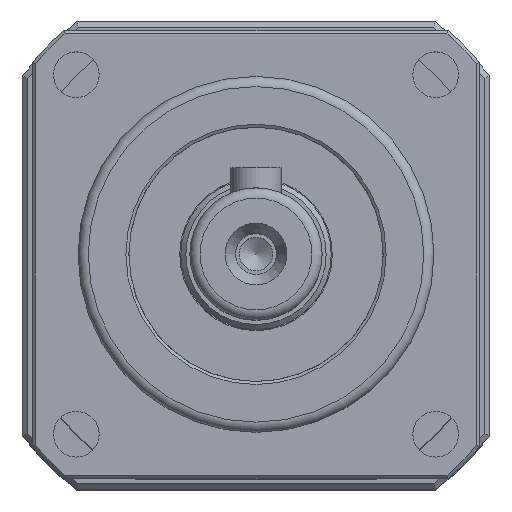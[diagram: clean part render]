
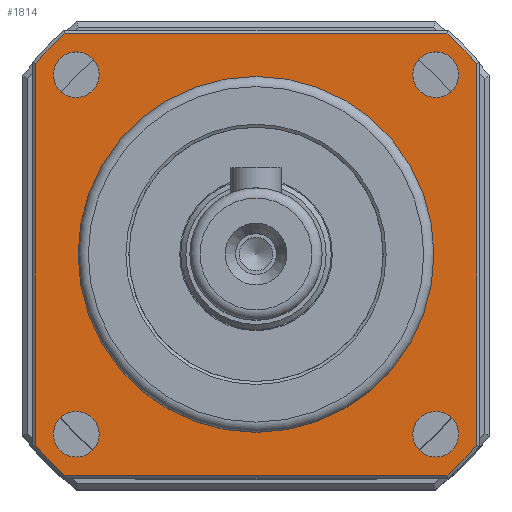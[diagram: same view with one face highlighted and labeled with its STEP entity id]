
A CAD part, top view. The second image highlights one B-rep face of the part: STEP entity #1814.
In plain terms, the highlighted planar face has unit normal (0, 0, 1).
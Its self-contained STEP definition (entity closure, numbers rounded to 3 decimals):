
#308=CARTESIAN_POINT('',(-15.428,17.678,0.0));
#309=VERTEX_POINT('',#308);
#310=CARTESIAN_POINT('',(-17.678,17.678,0.0));
#311=DIRECTION('',(0.0,0.0,1.0));
#312=DIRECTION('',(1.0,0.0,0.0));
#313=AXIS2_PLACEMENT_3D('',#310,#311,#312);
#314=CIRCLE('',#313,2.25);
#315=EDGE_CURVE('',#309,#309,#314,.T.);
#336=CARTESIAN_POINT('',(-15.428,-17.678,0.0));
#337=VERTEX_POINT('',#336);
#338=CARTESIAN_POINT('',(-17.678,-17.678,0.0));
#339=DIRECTION('',(0.0,0.0,1.0));
#340=DIRECTION('',(1.0,0.0,0.0));
#341=AXIS2_PLACEMENT_3D('',#338,#339,#340);
#342=CIRCLE('',#341,2.25);
#343=EDGE_CURVE('',#337,#337,#342,.T.);
#364=CARTESIAN_POINT('',(19.928,-17.678,0.0));
#365=VERTEX_POINT('',#364);
#366=CARTESIAN_POINT('',(17.678,-17.678,0.0));
#367=DIRECTION('',(0.0,0.0,1.0));
#368=DIRECTION('',(1.0,0.0,0.0));
#369=AXIS2_PLACEMENT_3D('',#366,#367,#368);
#370=CIRCLE('',#369,2.25);
#371=EDGE_CURVE('',#365,#365,#370,.T.);
#392=CARTESIAN_POINT('',(19.928,17.678,0.0));
#393=VERTEX_POINT('',#392);
#394=CARTESIAN_POINT('',(17.678,17.678,0.0));
#395=DIRECTION('',(0.0,0.0,1.0));
#396=DIRECTION('',(1.0,0.0,0.0));
#397=AXIS2_PLACEMENT_3D('',#394,#395,#396);
#398=CIRCLE('',#397,2.25);
#399=EDGE_CURVE('',#393,#393,#398,.T.);
#412=CARTESIAN_POINT('',(-17.5,0.0,0.0));
#413=VERTEX_POINT('',#412);
#414=CARTESIAN_POINT('',(0.0,0.0,0.0));
#415=DIRECTION('',(0.0,0.0,1.0));
#416=DIRECTION('',(1.0,0.0,0.0));
#417=AXIS2_PLACEMENT_3D('',#414,#415,#416);
#418=CIRCLE('',#417,17.5);
#419=EDGE_CURVE('',#413,#413,#418,.T.);
#1724=CARTESIAN_POINT('',(22.0,-22.,0.0));
#1725=DIRECTION('',(0.0,0.0,1.0));
#1726=DIRECTION('',(1.0,0.0,0.0));
#1727=AXIS2_PLACEMENT_3D('',#1724,#1725,#1726);
#1728=PLANE('',#1727);
#1729=CARTESIAN_POINT('',(-18.783,-21.7,0.0));
#1730=VERTEX_POINT('',#1729);
#1731=CARTESIAN_POINT('',(18.783,-21.7,0.0));
#1732=VERTEX_POINT('',#1731);
#1733=CARTESIAN_POINT('',(-18.783,-21.7,0.0));
#1734=DIRECTION('',(1.0,0.0,0.0));
#1735=VECTOR('',#1734,37.566);
#1736=LINE('',#1733,#1735);
#1737=EDGE_CURVE('',#1730,#1732,#1736,.T.);
#1738=ORIENTED_EDGE('',*,*,#1737,.T.);
#1739=CARTESIAN_POINT('',(21.7,-18.783,0.0));
#1740=VERTEX_POINT('',#1739);
#1741=CARTESIAN_POINT('',(0.0,0.0,0.0));
#1742=DIRECTION('',(0.0,0.0,1.0));
#1743=DIRECTION('',(1.0,0.0,0.0));
#1744=AXIS2_PLACEMENT_3D('',#1741,#1742,#1743);
#1745=CIRCLE('',#1744,28.7);
#1746=EDGE_CURVE('',#1732,#1740,#1745,.T.);
#1747=ORIENTED_EDGE('',*,*,#1746,.T.);
#1748=CARTESIAN_POINT('',(21.7,18.783,0.0));
#1749=VERTEX_POINT('',#1748);
#1750=CARTESIAN_POINT('',(21.7,-18.783,0.0));
#1751=DIRECTION('',(0.0,1.0,0.0));
#1752=VECTOR('',#1751,37.566);
#1753=LINE('',#1750,#1752);
#1754=EDGE_CURVE('',#1740,#1749,#1753,.T.);
#1755=ORIENTED_EDGE('',*,*,#1754,.T.);
#1756=CARTESIAN_POINT('',(18.783,21.7,0.0));
#1757=VERTEX_POINT('',#1756);
#1758=CARTESIAN_POINT('',(0.0,0.0,0.0));
#1759=DIRECTION('',(0.0,0.0,1.0));
#1760=DIRECTION('',(1.0,0.0,0.0));
#1761=AXIS2_PLACEMENT_3D('',#1758,#1759,#1760);
#1762=CIRCLE('',#1761,28.7);
#1763=EDGE_CURVE('',#1749,#1757,#1762,.T.);
#1764=ORIENTED_EDGE('',*,*,#1763,.T.);
#1765=CARTESIAN_POINT('',(-18.783,21.7,0.0));
#1766=VERTEX_POINT('',#1765);
#1767=CARTESIAN_POINT('',(18.783,21.7,0.0));
#1768=DIRECTION('',(-1.0,0.0,0.0));
#1769=VECTOR('',#1768,37.566);
#1770=LINE('',#1767,#1769);
#1771=EDGE_CURVE('',#1757,#1766,#1770,.T.);
#1772=ORIENTED_EDGE('',*,*,#1771,.T.);
#1773=CARTESIAN_POINT('',(-21.7,18.783,0.0));
#1774=VERTEX_POINT('',#1773);
#1775=CARTESIAN_POINT('',(0.0,0.0,0.0));
#1776=DIRECTION('',(0.0,0.0,1.0));
#1777=DIRECTION('',(1.0,0.0,0.0));
#1778=AXIS2_PLACEMENT_3D('',#1775,#1776,#1777);
#1779=CIRCLE('',#1778,28.7);
#1780=EDGE_CURVE('',#1766,#1774,#1779,.T.);
#1781=ORIENTED_EDGE('',*,*,#1780,.T.);
#1782=CARTESIAN_POINT('',(-21.7,-18.783,0.0));
#1783=VERTEX_POINT('',#1782);
#1784=CARTESIAN_POINT('',(-21.7,18.783,0.0));
#1785=DIRECTION('',(0.0,-1.0,0.0));
#1786=VECTOR('',#1785,37.566);
#1787=LINE('',#1784,#1786);
#1788=EDGE_CURVE('',#1774,#1783,#1787,.T.);
#1789=ORIENTED_EDGE('',*,*,#1788,.T.);
#1790=CARTESIAN_POINT('',(0.0,0.0,0.0));
#1791=DIRECTION('',(0.0,0.0,1.0));
#1792=DIRECTION('',(1.0,0.0,0.0));
#1793=AXIS2_PLACEMENT_3D('',#1790,#1791,#1792);
#1794=CIRCLE('',#1793,28.7);
#1795=EDGE_CURVE('',#1783,#1730,#1794,.T.);
#1796=ORIENTED_EDGE('',*,*,#1795,.T.);
#1797=EDGE_LOOP('',(#1738,#1747,#1755,#1764,#1772,#1781,#1789,#1796));
#1798=FACE_OUTER_BOUND('',#1797,.T.);
#1799=ORIENTED_EDGE('',*,*,#315,.F.);
#1800=EDGE_LOOP('',(#1799));
#1801=FACE_BOUND('',#1800,.T.);
#1802=ORIENTED_EDGE('',*,*,#343,.F.);
#1803=EDGE_LOOP('',(#1802));
#1804=FACE_BOUND('',#1803,.T.);
#1805=ORIENTED_EDGE('',*,*,#371,.F.);
#1806=EDGE_LOOP('',(#1805));
#1807=FACE_BOUND('',#1806,.T.);
#1808=ORIENTED_EDGE('',*,*,#399,.F.);
#1809=EDGE_LOOP('',(#1808));
#1810=FACE_BOUND('',#1809,.T.);
#1811=ORIENTED_EDGE('',*,*,#419,.F.);
#1812=EDGE_LOOP('',(#1811));
#1813=FACE_BOUND('',#1812,.T.);
#1814=ADVANCED_FACE('',(#1798,#1801,#1804,#1807,#1810,#1813),#1728,.T.);
